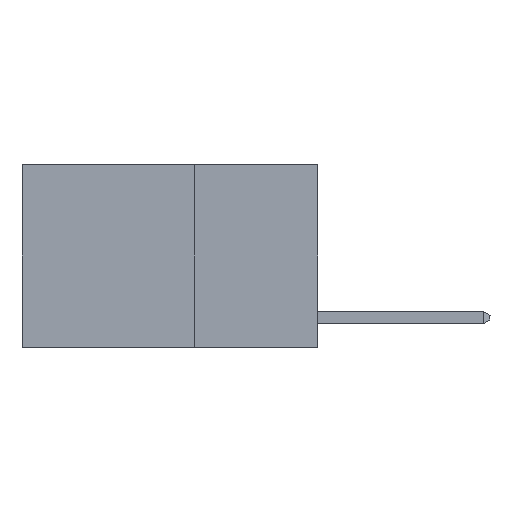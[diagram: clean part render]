
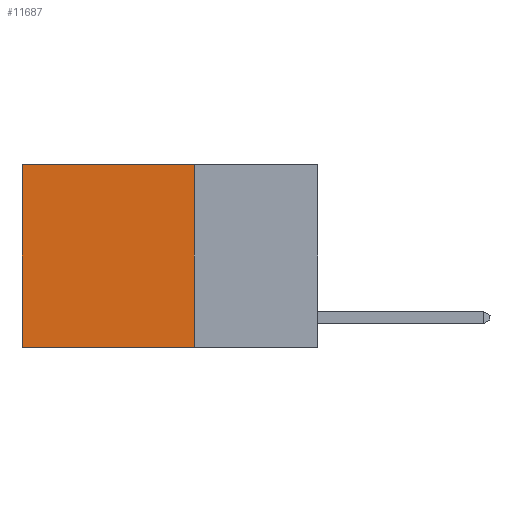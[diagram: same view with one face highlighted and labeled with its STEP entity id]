
A CAD part, left-side view. The second image highlights one B-rep face of the part: STEP entity #11687.
In plain terms, the highlighted planar face has unit normal (-1, 0, 0).
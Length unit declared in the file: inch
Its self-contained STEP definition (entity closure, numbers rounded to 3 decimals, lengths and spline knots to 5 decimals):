
#749 = CARTESIAN_POINT ( 'NONE',  ( 0.2625, 0.25, -0.37 ) ) ;
#1263 = VERTEX_POINT ( 'NONE', #7790 ) ;
#1486 = ORIENTED_EDGE ( 'NONE', *, *, #5279, .F. ) ;
#1524 = VECTOR ( 'NONE', #15872, 39.37008 ) ;
#1669 = EDGE_LOOP ( 'NONE', ( #5077, #1486, #23613, #8545 ) ) ;
#1778 = DIRECTION ( 'NONE',  ( 0., 1., 0. ) ) ;
#2680 = DIRECTION ( 'NONE',  ( 1., 0., 0. ) ) ;
#2800 = FACE_OUTER_BOUND ( 'NONE', #1669, .T. ) ;
#2854 = CARTESIAN_POINT ( 'NONE',  ( 0.2625, 0.6, 0. ) ) ;
#3222 = VERTEX_POINT ( 'NONE', #2854 ) ;
#4962 = DIRECTION ( 'NONE',  ( 0., 0., -1. ) ) ;
#5077 = ORIENTED_EDGE ( 'NONE', *, *, #6875, .T. ) ;
#5279 = EDGE_CURVE ( 'NONE', #6962, #17848, #15834, .T. ) ;
#6535 = CARTESIAN_POINT ( 'NONE',  ( 0.2625, 0.25, -0.37 ) ) ;
#6875 = EDGE_CURVE ( 'NONE', #3222, #17848, #11602, .T. ) ;
#6962 = VERTEX_POINT ( 'NONE', #6535 ) ;
#7333 = VECTOR ( 'NONE', #12109, 39.37008 ) ;
#7790 = CARTESIAN_POINT ( 'NONE',  ( 0.2625, 0.25, 0. ) ) ;
#8478 = DIRECTION ( 'NONE',  ( 0., 0., -1. ) ) ;
#8545 = ORIENTED_EDGE ( 'NONE', *, *, #23070, .T. ) ;
#11602 = LINE ( 'NONE', #18998, #17674 ) ;
#11687 = ADVANCED_FACE ( 'NONE', ( #2800 ), #12217, .F. ) ;
#11735 = CARTESIAN_POINT ( 'NONE',  ( 0.2625, 0.25, 0. ) ) ;
#12109 = DIRECTION ( 'NONE',  ( 0., 1., 0. ) ) ;
#12217 = PLANE ( 'NONE',  #19928 ) ;
#12501 = LINE ( 'NONE', #22236, #1524 ) ;
#14769 = VECTOR ( 'NONE', #1778, 39.37008 ) ;
#15834 = LINE ( 'NONE', #749, #7333 ) ;
#15872 = DIRECTION ( 'NONE',  ( 0., 0., -1. ) ) ;
#17290 = EDGE_CURVE ( 'NONE', #1263, #6962, #12501, .T. ) ;
#17674 = VECTOR ( 'NONE', #4962, 39.37008 ) ;
#17848 = VERTEX_POINT ( 'NONE', #21756 ) ;
#18998 = CARTESIAN_POINT ( 'NONE',  ( 0.2625, 0.6, 0. ) ) ;
#19928 = AXIS2_PLACEMENT_3D ( 'NONE', #11735, #2680, #8478 ) ;
#19939 = LINE ( 'NONE', #22082, #14769 ) ;
#21756 = CARTESIAN_POINT ( 'NONE',  ( 0.2625, 0.6, -0.37 ) ) ;
#22082 = CARTESIAN_POINT ( 'NONE',  ( 0.2625, 0.25, 0. ) ) ;
#22236 = CARTESIAN_POINT ( 'NONE',  ( 0.2625, 0.25, 0. ) ) ;
#23070 = EDGE_CURVE ( 'NONE', #1263, #3222, #19939, .T. ) ;
#23613 = ORIENTED_EDGE ( 'NONE', *, *, #17290, .F. ) ;
